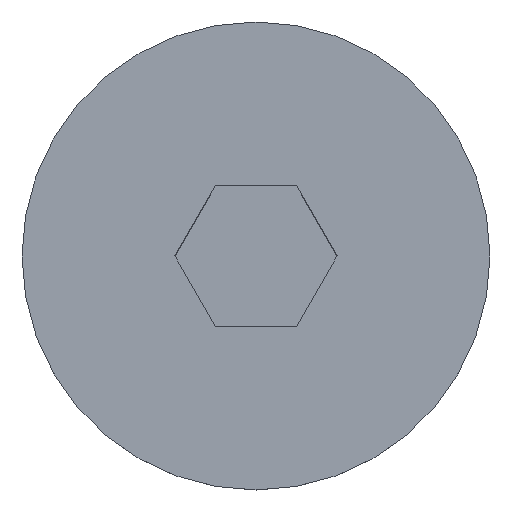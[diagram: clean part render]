
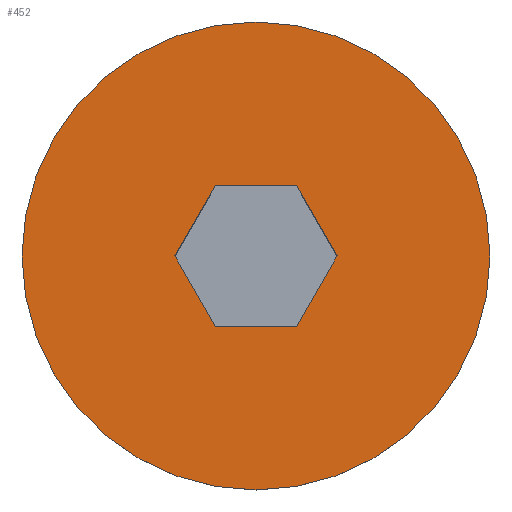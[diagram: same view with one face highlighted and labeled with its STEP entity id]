
A CAD part, top view. The second image highlights one B-rep face of the part: STEP entity #452.
In plain terms, the highlighted planar face has unit normal (0, 0, 1).
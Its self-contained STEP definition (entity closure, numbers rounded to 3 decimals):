
#5 = EDGE_CURVE ( 'NONE', #44, #422, #258, .T. ) ;
#16 = CARTESIAN_POINT ( 'NONE',  ( -0.866, 1.5, 2.8 ) ) ;
#26 = FACE_OUTER_BOUND ( 'NONE', #521, .T. ) ;
#34 = EDGE_CURVE ( 'NONE', #422, #44, #162, .T. ) ;
#44 = VERTEX_POINT ( 'NONE', #282 ) ;
#46 = VECTOR ( 'NONE', #243, 1000. ) ;
#51 = CARTESIAN_POINT ( 'NONE',  ( 0., 0., 2.8 ) ) ;
#53 = VECTOR ( 'NONE', #268, 1000. ) ;
#55 = VERTEX_POINT ( 'NONE', #318 ) ;
#63 = EDGE_LOOP ( 'NONE', ( #71, #359, #149, #485, #404, #532 ) ) ;
#64 = DIRECTION ( 'NONE',  ( 0., 1., 0. ) ) ;
#67 = CARTESIAN_POINT ( 'NONE',  ( 0., 0., 2.8 ) ) ;
#71 = ORIENTED_EDGE ( 'NONE', *, *, #81, .T. ) ;
#81 = EDGE_CURVE ( 'NONE', #55, #388, #483, .T. ) ;
#90 = CARTESIAN_POINT ( 'NONE',  ( 1.732, 0., 2.8 ) ) ;
#94 = CARTESIAN_POINT ( 'NONE',  ( 0., -5., 2.8 ) ) ;
#110 = CARTESIAN_POINT ( 'NONE',  ( 0., 0., 2.8 ) ) ;
#118 = VECTOR ( 'NONE', #221, 1000. ) ;
#134 = AXIS2_PLACEMENT_3D ( 'NONE', #110, #154, #535 ) ;
#142 = LINE ( 'NONE', #217, #184 ) ;
#149 = ORIENTED_EDGE ( 'NONE', *, *, #512, .T. ) ;
#154 = DIRECTION ( 'NONE',  ( 0., 0., -1. ) ) ;
#162 = CIRCLE ( 'NONE', #134, 5. ) ;
#168 = EDGE_CURVE ( 'NONE', #308, #478, #272, .T. ) ;
#184 = VECTOR ( 'NONE', #251, 1000. ) ;
#196 = VERTEX_POINT ( 'NONE', #425 ) ;
#197 = EDGE_CURVE ( 'NONE', #388, #510, #216, .T. ) ;
#201 = ORIENTED_EDGE ( 'NONE', *, *, #5, .F. ) ;
#203 = AXIS2_PLACEMENT_3D ( 'NONE', #51, #518, #520 ) ;
#216 = LINE ( 'NONE', #292, #476 ) ;
#217 = CARTESIAN_POINT ( 'NONE',  ( 0., 1.5, 2.8 ) ) ;
#221 = DIRECTION ( 'NONE',  ( -0.5, 0.866, 0. ) ) ;
#232 = CARTESIAN_POINT ( 'NONE',  ( 0.866, -1.5, 2.8 ) ) ;
#243 = DIRECTION ( 'NONE',  ( 0.5, -0.866, 0. ) ) ;
#249 = FACE_BOUND ( 'NONE', #63, .T. ) ;
#251 = DIRECTION ( 'NONE',  ( 1., 0., 0. ) ) ;
#253 = AXIS2_PLACEMENT_3D ( 'NONE', #67, #407, #64 ) ;
#258 = CIRCLE ( 'NONE', #253, 5. ) ;
#268 = DIRECTION ( 'NONE',  ( -1., 0., 0. ) ) ;
#272 = LINE ( 'NONE', #509, #491 ) ;
#282 = CARTESIAN_POINT ( 'NONE',  ( 0., 5., 2.8 ) ) ;
#292 = CARTESIAN_POINT ( 'NONE',  ( 1.732, 0., 2.8 ) ) ;
#297 = CARTESIAN_POINT ( 'NONE',  ( -1.732, 0., 2.8 ) ) ;
#308 = VERTEX_POINT ( 'NONE', #297 ) ;
#314 = LINE ( 'NONE', #522, #118 ) ;
#318 = CARTESIAN_POINT ( 'NONE',  ( 0.866, 1.5, 2.8 ) ) ;
#326 = CARTESIAN_POINT ( 'NONE',  ( 1.299, 0.75, 2.8 ) ) ;
#359 = ORIENTED_EDGE ( 'NONE', *, *, #197, .T. ) ;
#360 = EDGE_CURVE ( 'NONE', #478, #55, #142, .T. ) ;
#388 = VERTEX_POINT ( 'NONE', #90 ) ;
#404 = ORIENTED_EDGE ( 'NONE', *, *, #168, .T. ) ;
#407 = DIRECTION ( 'NONE',  ( 0., 0., -1. ) ) ;
#418 = DIRECTION ( 'NONE',  ( 0.5, 0.866, 0. ) ) ;
#422 = VERTEX_POINT ( 'NONE', #94 ) ;
#425 = CARTESIAN_POINT ( 'NONE',  ( -0.866, -1.5, 2.8 ) ) ;
#429 = LINE ( 'NONE', #453, #53 ) ;
#452 = ADVANCED_FACE ( 'NONE', ( #249, #26 ), #481, .T. ) ;
#453 = CARTESIAN_POINT ( 'NONE',  ( 0.433, -1.5, 2.8 ) ) ;
#476 = VECTOR ( 'NONE', #511, 1000. ) ;
#478 = VERTEX_POINT ( 'NONE', #16 ) ;
#481 = PLANE ( 'NONE',  #203 ) ;
#482 = EDGE_CURVE ( 'NONE', #196, #308, #314, .T. ) ;
#483 = LINE ( 'NONE', #326, #46 ) ;
#485 = ORIENTED_EDGE ( 'NONE', *, *, #482, .T. ) ;
#491 = VECTOR ( 'NONE', #418, 1000. ) ;
#509 = CARTESIAN_POINT ( 'NONE',  ( -1.299, 0.75, 2.8 ) ) ;
#510 = VERTEX_POINT ( 'NONE', #232 ) ;
#511 = DIRECTION ( 'NONE',  ( -0.5, -0.866, 0. ) ) ;
#512 = EDGE_CURVE ( 'NONE', #510, #196, #429, .T. ) ;
#518 = DIRECTION ( 'NONE',  ( 0., 0., 1. ) ) ;
#520 = DIRECTION ( 'NONE',  ( 0., -1., 0. ) ) ;
#521 = EDGE_LOOP ( 'NONE', ( #201, #531 ) ) ;
#522 = CARTESIAN_POINT ( 'NONE',  ( -1.299, -0.75, 2.8 ) ) ;
#531 = ORIENTED_EDGE ( 'NONE', *, *, #34, .F. ) ;
#532 = ORIENTED_EDGE ( 'NONE', *, *, #360, .T. ) ;
#535 = DIRECTION ( 'NONE',  ( 0., 1., 0. ) ) ;
